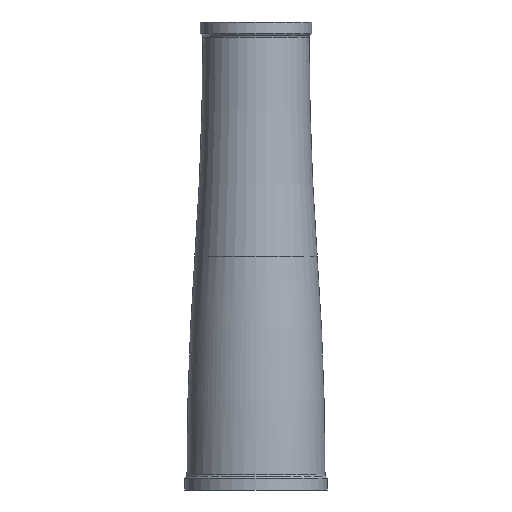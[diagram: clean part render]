
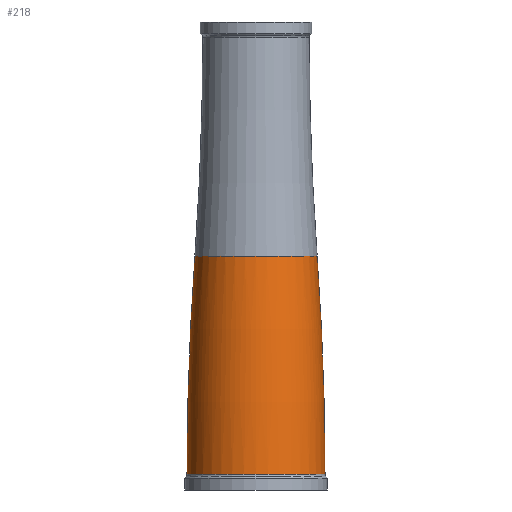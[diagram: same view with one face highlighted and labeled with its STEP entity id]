
A CAD part, left-side view. The second image highlights one B-rep face of the part: STEP entity #218.
In plain terms, the highlighted toroidal (fillet/blend) face has major radius 1019.42 mm and minor radius 1043.02 mm.
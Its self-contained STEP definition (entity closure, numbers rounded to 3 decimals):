
#26 = DIRECTION ( 'NONE',  ( 1., 0., 0. ) ) ;
#40 = VERTEX_POINT ( 'NONE', #866 ) ;
#55 = VERTEX_POINT ( 'NONE', #207 ) ;
#110 = ORIENTED_EDGE ( 'NONE', *, *, #491, .T. ) ;
#127 = AXIS2_PLACEMENT_3D ( 'NONE', #801, #798, #784 ) ;
#165 = EDGE_CURVE ( 'NONE', #729, #40, #807, .T. ) ;
#171 = CARTESIAN_POINT ( 'NONE',  ( 0., 0., -75. ) ) ;
#207 = CARTESIAN_POINT ( 'NONE',  ( 0., 23.6, -74.649 ) ) ;
#218 = ADVANCED_FACE ( 'NONE', ( #672 ), #573, .T. ) ;
#224 = EDGE_CURVE ( 'NONE', #729, #362, #558, .T. ) ;
#253 = AXIS2_PLACEMENT_3D ( 'NONE', #274, #26, #817 ) ;
#259 = DIRECTION ( 'NONE',  ( 0., 1., 0. ) ) ;
#264 = DIRECTION ( 'NONE',  ( 0., 0., -1. ) ) ;
#267 = CARTESIAN_POINT ( 'NONE',  ( 0., 0., -74.649 ) ) ;
#270 = DIRECTION ( 'NONE',  ( 0., 0., -1. ) ) ;
#274 = CARTESIAN_POINT ( 'NONE',  ( 0., 1019.417, -75. ) ) ;
#329 = DIRECTION ( 'NONE',  ( 0., 1., 0. ) ) ;
#340 = DIRECTION ( 'NONE',  ( 0., 0., -1. ) ) ;
#362 = VERTEX_POINT ( 'NONE', #867 ) ;
#428 = DIRECTION ( 'NONE',  ( 0., 1., 0. ) ) ;
#445 = ORIENTED_EDGE ( 'NONE', *, *, #224, .T. ) ;
#458 = CIRCLE ( 'NONE', #127, 1043.017 ) ;
#491 = EDGE_CURVE ( 'NONE', #362, #55, #458, .T. ) ;
#513 = ORIENTED_EDGE ( 'NONE', *, *, #932, .F. ) ;
#558 = CIRCLE ( 'NONE', #711, 20.9 ) ;
#573 = TOROIDAL_SURFACE ( 'NONE', #832, -1019.417, 1043.017 ) ;
#610 = EDGE_LOOP ( 'NONE', ( #891, #445, #110, #513 ) ) ;
#672 = FACE_OUTER_BOUND ( 'NONE', #610, .T. ) ;
#711 = AXIS2_PLACEMENT_3D ( 'NONE', #1067, #270, #428 ) ;
#729 = VERTEX_POINT ( 'NONE', #938 ) ;
#784 = DIRECTION ( 'NONE',  ( 0., 0., 1. ) ) ;
#798 = DIRECTION ( 'NONE',  ( -1., 0., 0. ) ) ;
#801 = CARTESIAN_POINT ( 'NONE',  ( 0., -1019.417, -75. ) ) ;
#807 = CIRCLE ( 'NONE', #253, 1043.017 ) ;
#817 = DIRECTION ( 'NONE',  ( 0., 1., 0. ) ) ;
#832 = AXIS2_PLACEMENT_3D ( 'NONE', #171, #340, #329 ) ;
#840 = CIRCLE ( 'NONE', #983, 23.6 ) ;
#866 = CARTESIAN_POINT ( 'NONE',  ( 0., -23.6, -74.649 ) ) ;
#867 = CARTESIAN_POINT ( 'NONE',  ( 0., 20.9, 0. ) ) ;
#891 = ORIENTED_EDGE ( 'NONE', *, *, #165, .F. ) ;
#932 = EDGE_CURVE ( 'NONE', #40, #55, #840, .T. ) ;
#938 = CARTESIAN_POINT ( 'NONE',  ( 0., -20.9, 0. ) ) ;
#983 = AXIS2_PLACEMENT_3D ( 'NONE', #267, #264, #259 ) ;
#1067 = CARTESIAN_POINT ( 'NONE',  ( 0., 0., 0. ) ) ;
